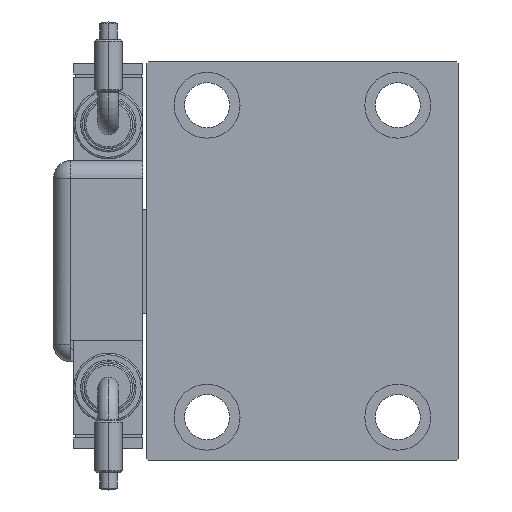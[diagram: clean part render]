
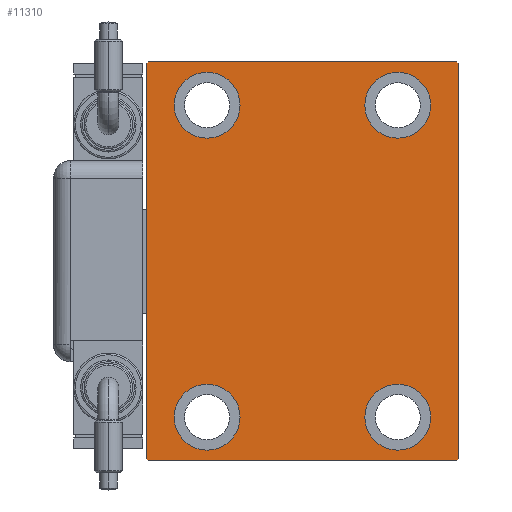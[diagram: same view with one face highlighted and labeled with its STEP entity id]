
A CAD part, left-side view. The second image highlights one B-rep face of the part: STEP entity #11310.
In plain terms, the highlighted face is planar.
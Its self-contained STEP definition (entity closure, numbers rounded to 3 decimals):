
#421 = ORIENTED_EDGE ( 'NONE', *, *, #40874, .T. ) ;
#445 = EDGE_CURVE ( 'NONE', #52359, #42546, #35008, .T. ) ;
#667 = DIRECTION ( 'NONE',  ( 1., 0., 0. ) ) ;
#897 = DIRECTION ( 'NONE',  ( 0., 0., 1. ) ) ;
#985 = PLANE ( 'NONE',  #25696 ) ;
#1218 = EDGE_LOOP ( 'NONE', ( #38247, #47490, #34823, #50159, #26528, #60265, #17207, #30422 ) ) ;
#1840 = CIRCLE ( 'NONE', #16932, 9.5 ) ;
#2610 = VERTEX_POINT ( 'NONE', #40662 ) ;
#3047 = CARTESIAN_POINT ( 'NONE',  ( 278., 44.5, 57.5 ) ) ;
#3188 = DIRECTION ( 'NONE',  ( -1., 0., 0. ) ) ;
#3938 = CARTESIAN_POINT ( 'NONE',  ( 278., 27.5, 54.5 ) ) ;
#4124 = DIRECTION ( 'NONE',  ( 0., -0.707, -0.707 ) ) ;
#4686 = CARTESIAN_POINT ( 'NONE',  ( 278., -27.5, -45. ) ) ;
#5099 = FACE_BOUND ( 'NONE', #31769, .T. ) ;
#5401 = CARTESIAN_POINT ( 'NONE',  ( 278., 0., 0. ) ) ;
#5704 = FACE_BOUND ( 'NONE', #53389, .T. ) ;
#6638 = CARTESIAN_POINT ( 'NONE',  ( 278., 45., -57.5 ) ) ;
#6705 = VERTEX_POINT ( 'NONE', #30728 ) ;
#7365 = CARTESIAN_POINT ( 'NONE',  ( 278., 27.5, -35.5 ) ) ;
#7835 = CARTESIAN_POINT ( 'NONE',  ( 278., 45., -57. ) ) ;
#8487 = CARTESIAN_POINT ( 'NONE',  ( 278., -44.5, -57.5 ) ) ;
#8868 = VECTOR ( 'NONE', #4124, 1000. ) ;
#9472 = LINE ( 'NONE', #57205, #8868 ) ;
#9836 = LINE ( 'NONE', #19016, #18922 ) ;
#10741 = FACE_BOUND ( 'NONE', #53355, .T. ) ;
#11310 = ADVANCED_FACE ( 'NONE', ( #10741, #5704, #57868, #5099, #44267 ), #985, .T. ) ;
#11648 = AXIS2_PLACEMENT_3D ( 'NONE', #48563, #20113, #19797 ) ;
#12568 = CARTESIAN_POINT ( 'NONE',  ( 278., 27.5, -54.5 ) ) ;
#12783 = AXIS2_PLACEMENT_3D ( 'NONE', #44177, #48299, #897 ) ;
#12916 = LINE ( 'NONE', #32217, #46544 ) ;
#14118 = VERTEX_POINT ( 'NONE', #8487 ) ;
#14244 = CARTESIAN_POINT ( 'NONE',  ( 278., -45., 57. ) ) ;
#14416 = CARTESIAN_POINT ( 'NONE',  ( 278., -45., -57.5 ) ) ;
#14864 = CIRCLE ( 'NONE', #22942, 9.5 ) ;
#15733 = CARTESIAN_POINT ( 'NONE',  ( 278., 27.5, -45. ) ) ;
#16054 = DIRECTION ( 'NONE',  ( -1., 0., 0. ) ) ;
#16932 = AXIS2_PLACEMENT_3D ( 'NONE', #59655, #16054, #20790 ) ;
#17207 = ORIENTED_EDGE ( 'NONE', *, *, #35028, .T. ) ;
#17609 = ORIENTED_EDGE ( 'NONE', *, *, #21900, .T. ) ;
#17689 = CARTESIAN_POINT ( 'NONE',  ( 278., 27.5, 35.5 ) ) ;
#18169 = EDGE_CURVE ( 'NONE', #39872, #2610, #29000, .T. ) ;
#18774 = LINE ( 'NONE', #43123, #30979 ) ;
#18922 = VECTOR ( 'NONE', #38322, 1000. ) ;
#19016 = CARTESIAN_POINT ( 'NONE',  ( 278., 51., 51. ) ) ;
#19222 = CARTESIAN_POINT ( 'NONE',  ( 278., -27.5, 35.5 ) ) ;
#19275 = VECTOR ( 'NONE', #26249, 1000. ) ;
#19797 = DIRECTION ( 'NONE',  ( 0., 0., 1. ) ) ;
#19837 = DIRECTION ( 'NONE',  ( 0., 0., 1. ) ) ;
#20113 = DIRECTION ( 'NONE',  ( -1., 0., 0. ) ) ;
#20336 = AXIS2_PLACEMENT_3D ( 'NONE', #26878, #3188, #41418 ) ;
#20790 = DIRECTION ( 'NONE',  ( 0., 0., 1. ) ) ;
#21309 = VECTOR ( 'NONE', #58343, 1000. ) ;
#21516 = CARTESIAN_POINT ( 'NONE',  ( 278., 51., -51. ) ) ;
#21900 = EDGE_CURVE ( 'NONE', #40803, #56252, #14864, .T. ) ;
#21909 = CIRCLE ( 'NONE', #47121, 9.5 ) ;
#22758 = EDGE_CURVE ( 'NONE', #35452, #61794, #9836, .T. ) ;
#22942 = AXIS2_PLACEMENT_3D ( 'NONE', #59070, #54024, #24664 ) ;
#23176 = EDGE_CURVE ( 'NONE', #56252, #40803, #1840, .T. ) ;
#24664 = DIRECTION ( 'NONE',  ( 0., 0., 1. ) ) ;
#24882 = EDGE_CURVE ( 'NONE', #37707, #51047, #26973, .T. ) ;
#25394 = CIRCLE ( 'NONE', #20336, 9.5 ) ;
#25696 = AXIS2_PLACEMENT_3D ( 'NONE', #5401, #667, #43651 ) ;
#26249 = DIRECTION ( 'NONE',  ( 0., 0., 1. ) ) ;
#26528 = ORIENTED_EDGE ( 'NONE', *, *, #34340, .T. ) ;
#26878 = CARTESIAN_POINT ( 'NONE',  ( 278., -27.5, -45. ) ) ;
#26973 = LINE ( 'NONE', #31407, #55361 ) ;
#28861 = CIRCLE ( 'NONE', #11648, 9.5 ) ;
#28900 = CARTESIAN_POINT ( 'NONE',  ( 278., 45., 57. ) ) ;
#29000 = CIRCLE ( 'NONE', #57241, 9.5 ) ;
#29584 = ORIENTED_EDGE ( 'NONE', *, *, #445, .T. ) ;
#30422 = ORIENTED_EDGE ( 'NONE', *, *, #22758, .T. ) ;
#30577 = AXIS2_PLACEMENT_3D ( 'NONE', #15733, #34725, #49866 ) ;
#30728 = CARTESIAN_POINT ( 'NONE',  ( 278., -44.5, 57.5 ) ) ;
#30864 = EDGE_CURVE ( 'NONE', #61794, #6705, #12916, .T. ) ;
#30979 = VECTOR ( 'NONE', #57019, 1000. ) ;
#31046 = ORIENTED_EDGE ( 'NONE', *, *, #23176, .T. ) ;
#31407 = CARTESIAN_POINT ( 'NONE',  ( 278., -45., 57.5 ) ) ;
#31769 = EDGE_LOOP ( 'NONE', ( #54525, #48046 ) ) ;
#32217 = CARTESIAN_POINT ( 'NONE',  ( 278., 45., 57.5 ) ) ;
#32458 = VERTEX_POINT ( 'NONE', #12568 ) ;
#33036 = VERTEX_POINT ( 'NONE', #7365 ) ;
#34059 = VECTOR ( 'NONE', #41421, 1000. ) ;
#34340 = EDGE_CURVE ( 'NONE', #14118, #57917, #38773, .T. ) ;
#34725 = DIRECTION ( 'NONE',  ( -1., 0., 0. ) ) ;
#34823 = ORIENTED_EDGE ( 'NONE', *, *, #24882, .T. ) ;
#35008 = CIRCLE ( 'NONE', #12783, 9.5 ) ;
#35028 = EDGE_CURVE ( 'NONE', #55610, #35452, #49949, .T. ) ;
#35452 = VERTEX_POINT ( 'NONE', #28900 ) ;
#35719 = ORIENTED_EDGE ( 'NONE', *, *, #18169, .T. ) ;
#37707 = VERTEX_POINT ( 'NONE', #14244 ) ;
#37849 = CARTESIAN_POINT ( 'NONE',  ( 278., 27.5, -45. ) ) ;
#38247 = ORIENTED_EDGE ( 'NONE', *, *, #30864, .T. ) ;
#38322 = DIRECTION ( 'NONE',  ( 0., -0.707, 0.707 ) ) ;
#38521 = DIRECTION ( 'NONE',  ( -1., 0., 0. ) ) ;
#38773 = LINE ( 'NONE', #14416, #21309 ) ;
#39839 = CARTESIAN_POINT ( 'NONE',  ( 278., -27.5, -35.5 ) ) ;
#39872 = VERTEX_POINT ( 'NONE', #39839 ) ;
#39996 = ORIENTED_EDGE ( 'NONE', *, *, #54881, .T. ) ;
#40662 = CARTESIAN_POINT ( 'NONE',  ( 278., -27.5, -54.5 ) ) ;
#40803 = VERTEX_POINT ( 'NONE', #17689 ) ;
#40874 = EDGE_CURVE ( 'NONE', #2610, #39872, #25394, .T. ) ;
#41418 = DIRECTION ( 'NONE',  ( 0., 0., 1. ) ) ;
#41421 = DIRECTION ( 'NONE',  ( 0., 0.707, 0.707 ) ) ;
#42016 = CARTESIAN_POINT ( 'NONE',  ( 278., 44.5, -57.5 ) ) ;
#42546 = VERTEX_POINT ( 'NONE', #47583 ) ;
#43040 = EDGE_LOOP ( 'NONE', ( #17609, #31046 ) ) ;
#43123 = CARTESIAN_POINT ( 'NONE',  ( 278., -51., -51. ) ) ;
#43651 = DIRECTION ( 'NONE',  ( 0., 0., -1. ) ) ;
#44177 = CARTESIAN_POINT ( 'NONE',  ( 278., -27.5, 45. ) ) ;
#44267 = FACE_OUTER_BOUND ( 'NONE', #1218, .T. ) ;
#45206 = EDGE_CURVE ( 'NONE', #32458, #33036, #56826, .T. ) ;
#45619 = DIRECTION ( 'NONE',  ( 0., 0., -1. ) ) ;
#46121 = DIRECTION ( 'NONE',  ( 0., -1., 0. ) ) ;
#46386 = DIRECTION ( 'NONE',  ( -1., 0., 0. ) ) ;
#46544 = VECTOR ( 'NONE', #46121, 1000. ) ;
#47121 = AXIS2_PLACEMENT_3D ( 'NONE', #37849, #46386, #60906 ) ;
#47490 = ORIENTED_EDGE ( 'NONE', *, *, #61176, .T. ) ;
#47583 = CARTESIAN_POINT ( 'NONE',  ( 278., -27.5, 54.5 ) ) ;
#48046 = ORIENTED_EDGE ( 'NONE', *, *, #58408, .T. ) ;
#48299 = DIRECTION ( 'NONE',  ( -1., 0., 0. ) ) ;
#48563 = CARTESIAN_POINT ( 'NONE',  ( 278., -27.5, 45. ) ) ;
#49866 = DIRECTION ( 'NONE',  ( 0., 0., 1. ) ) ;
#49949 = LINE ( 'NONE', #6638, #19275 ) ;
#49958 = LINE ( 'NONE', #21516, #34059 ) ;
#50159 = ORIENTED_EDGE ( 'NONE', *, *, #57285, .T. ) ;
#51047 = VERTEX_POINT ( 'NONE', #61646 ) ;
#52359 = VERTEX_POINT ( 'NONE', #19222 ) ;
#53355 = EDGE_LOOP ( 'NONE', ( #421, #35719 ) ) ;
#53389 = EDGE_LOOP ( 'NONE', ( #29584, #39996 ) ) ;
#54024 = DIRECTION ( 'NONE',  ( -1., 0., 0. ) ) ;
#54525 = ORIENTED_EDGE ( 'NONE', *, *, #45206, .T. ) ;
#54881 = EDGE_CURVE ( 'NONE', #42546, #52359, #28861, .T. ) ;
#55361 = VECTOR ( 'NONE', #45619, 1000. ) ;
#55610 = VERTEX_POINT ( 'NONE', #7835 ) ;
#56252 = VERTEX_POINT ( 'NONE', #3938 ) ;
#56826 = CIRCLE ( 'NONE', #30577, 9.5 ) ;
#57019 = DIRECTION ( 'NONE',  ( 0., 0.707, -0.707 ) ) ;
#57205 = CARTESIAN_POINT ( 'NONE',  ( 278., -51., 51. ) ) ;
#57241 = AXIS2_PLACEMENT_3D ( 'NONE', #4686, #38521, #19837 ) ;
#57285 = EDGE_CURVE ( 'NONE', #51047, #14118, #18774, .T. ) ;
#57868 = FACE_BOUND ( 'NONE', #43040, .T. ) ;
#57917 = VERTEX_POINT ( 'NONE', #42016 ) ;
#58343 = DIRECTION ( 'NONE',  ( 0., 1., 0. ) ) ;
#58408 = EDGE_CURVE ( 'NONE', #33036, #32458, #21909, .T. ) ;
#58908 = EDGE_CURVE ( 'NONE', #57917, #55610, #49958, .T. ) ;
#59070 = CARTESIAN_POINT ( 'NONE',  ( 278., 27.5, 45. ) ) ;
#59655 = CARTESIAN_POINT ( 'NONE',  ( 278., 27.5, 45. ) ) ;
#60265 = ORIENTED_EDGE ( 'NONE', *, *, #58908, .T. ) ;
#60906 = DIRECTION ( 'NONE',  ( 0., 0., 1. ) ) ;
#61176 = EDGE_CURVE ( 'NONE', #6705, #37707, #9472, .T. ) ;
#61646 = CARTESIAN_POINT ( 'NONE',  ( 278., -45., -57. ) ) ;
#61794 = VERTEX_POINT ( 'NONE', #3047 ) ;
